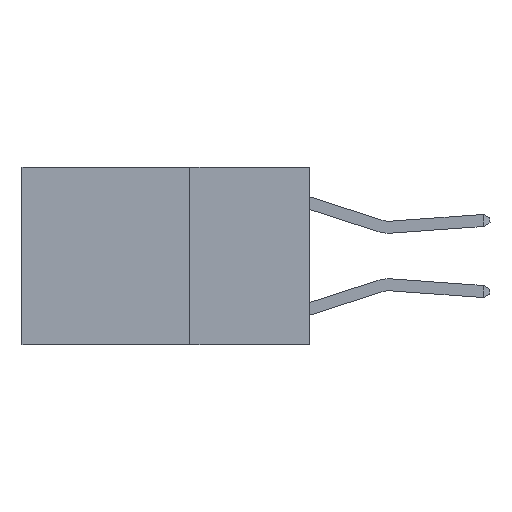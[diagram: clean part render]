
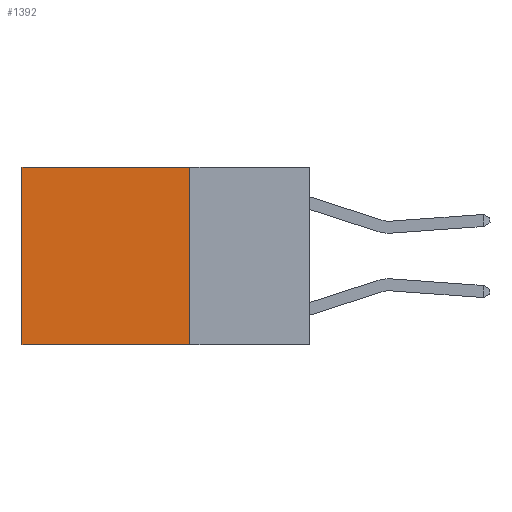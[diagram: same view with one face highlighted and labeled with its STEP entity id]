
A CAD part, left-side view. The second image highlights one B-rep face of the part: STEP entity #1392.
In plain terms, the highlighted planar face has unit normal (-1, 0, 0).
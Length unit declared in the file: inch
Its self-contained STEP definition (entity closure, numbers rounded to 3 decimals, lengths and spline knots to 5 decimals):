
#194 = CARTESIAN_POINT ( 'NONE',  ( 0.2625, 0.6, 0. ) ) ;
#308 = DIRECTION ( 'NONE',  ( 0., 1., 0. ) ) ;
#338 = CARTESIAN_POINT ( 'NONE',  ( 0.2625, 0.25, 0. ) ) ;
#698 = DIRECTION ( 'NONE',  ( 0., 0., -1. ) ) ;
#1270 = AXIS2_PLACEMENT_3D ( 'NONE', #4704, #8637, #698 ) ;
#1379 = VERTEX_POINT ( 'NONE', #2979 ) ;
#1392 = ADVANCED_FACE ( 'NONE', ( #9417 ), #1453, .F. ) ;
#1453 = PLANE ( 'NONE',  #1270 ) ;
#2006 = CARTESIAN_POINT ( 'NONE',  ( 0.2625, 0.25, -0.37 ) ) ;
#2228 = EDGE_CURVE ( 'NONE', #5214, #7826, #2521, .T. ) ;
#2309 = ORIENTED_EDGE ( 'NONE', *, *, #2228, .T. ) ;
#2521 = LINE ( 'NONE', #4783, #4767 ) ;
#2785 = ORIENTED_EDGE ( 'NONE', *, *, #10307, .F. ) ;
#2860 = LINE ( 'NONE', #338, #6631 ) ;
#2908 = CARTESIAN_POINT ( 'NONE',  ( 0.2625, 0.6, -0.37 ) ) ;
#2979 = CARTESIAN_POINT ( 'NONE',  ( 0.2625, 0.25, 0. ) ) ;
#3150 = DIRECTION ( 'NONE',  ( 0., 0., -1. ) ) ;
#3159 = LINE ( 'NONE', #9390, #7294 ) ;
#4704 = CARTESIAN_POINT ( 'NONE',  ( 0.2625, 0.25, 0. ) ) ;
#4767 = VECTOR ( 'NONE', #6405, 39.37008 ) ;
#4783 = CARTESIAN_POINT ( 'NONE',  ( 0.2625, 0.6, 0. ) ) ;
#5214 = VERTEX_POINT ( 'NONE', #194 ) ;
#6044 = ORIENTED_EDGE ( 'NONE', *, *, #7222, .F. ) ;
#6405 = DIRECTION ( 'NONE',  ( 0., 0., -1. ) ) ;
#6631 = VECTOR ( 'NONE', #308, 39.37008 ) ;
#6915 = EDGE_LOOP ( 'NONE', ( #2309, #6044, #2785, #9677 ) ) ;
#7222 = EDGE_CURVE ( 'NONE', #7781, #7826, #3159, .T. ) ;
#7294 = VECTOR ( 'NONE', #8495, 39.37008 ) ;
#7781 = VERTEX_POINT ( 'NONE', #2006 ) ;
#7826 = VERTEX_POINT ( 'NONE', #2908 ) ;
#7900 = CARTESIAN_POINT ( 'NONE',  ( 0.2625, 0.25, 0. ) ) ;
#8495 = DIRECTION ( 'NONE',  ( 0., 1., 0. ) ) ;
#8637 = DIRECTION ( 'NONE',  ( 1., 0., 0. ) ) ;
#9384 = EDGE_CURVE ( 'NONE', #1379, #5214, #2860, .T. ) ;
#9390 = CARTESIAN_POINT ( 'NONE',  ( 0.2625, 0.25, -0.37 ) ) ;
#9417 = FACE_OUTER_BOUND ( 'NONE', #6915, .T. ) ;
#9677 = ORIENTED_EDGE ( 'NONE', *, *, #9384, .T. ) ;
#9881 = VECTOR ( 'NONE', #3150, 39.37008 ) ;
#9989 = LINE ( 'NONE', #7900, #9881 ) ;
#10307 = EDGE_CURVE ( 'NONE', #1379, #7781, #9989, .T. ) ;
